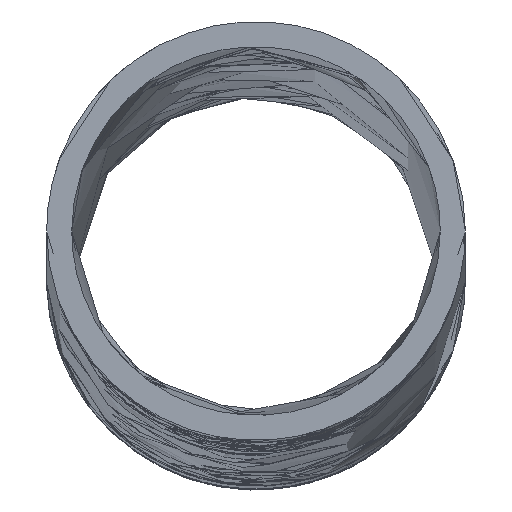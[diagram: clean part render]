
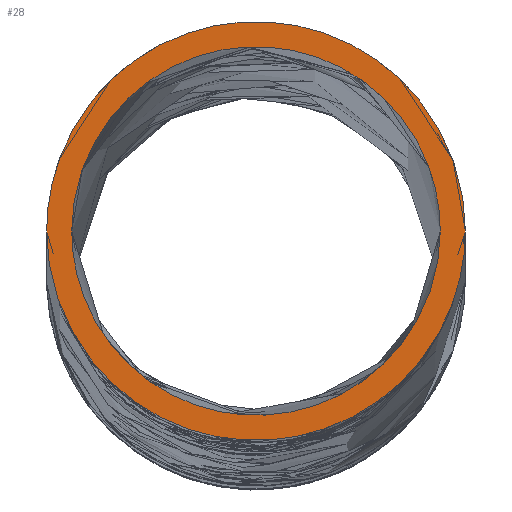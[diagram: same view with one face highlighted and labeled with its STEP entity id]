
A CAD part, top view. The second image highlights one B-rep face of the part: STEP entity #28.
In plain terms, the highlighted planar face has unit normal (0, 0, 1).
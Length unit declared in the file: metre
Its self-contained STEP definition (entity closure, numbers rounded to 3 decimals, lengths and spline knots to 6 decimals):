
#28=ADVANCED_FACE('',(#62,#51),#363,.T.);
#51=FACE_BOUND('',#89,.T.);
#62=FACE_OUTER_BOUND('',#88,.T.);
#88=EDGE_LOOP('',(#136,#137));
#89=EDGE_LOOP('',(#138,#139));
#136=ORIENTED_EDGE('',*,*,#213,.T.);
#137=ORIENTED_EDGE('',*,*,#236,.T.);
#138=ORIENTED_EDGE('',*,*,#215,.T.);
#139=ORIENTED_EDGE('',*,*,#239,.T.);
#213=EDGE_CURVE('',#314,#329,#302,.T.);
#215=EDGE_CURVE('',#315,#331,#303,.T.);
#236=EDGE_CURVE('',#329,#314,#305,.T.);
#239=EDGE_CURVE('',#331,#315,#307,.T.);
#302=(
BOUNDED_CURVE()
B_SPLINE_CURVE(2,(#609,#610,#611,#612,#613),.UNSPECIFIED.,.F.,.F.)
B_SPLINE_CURVE_WITH_KNOTS((3,2,3),(0.,0.019635,0.03927),
 .UNSPECIFIED.)
CURVE()
GEOMETRIC_REPRESENTATION_ITEM()
RATIONAL_B_SPLINE_CURVE((1.,0.707,1.,0.707,1.))
REPRESENTATION_ITEM('')
);
#303=(
BOUNDED_CURVE()
B_SPLINE_CURVE(2,(#616,#617,#618,#619,#620),.UNSPECIFIED.,.F.,.F.)
B_SPLINE_CURVE_WITH_KNOTS((3,2,3),(-0.07854,-0.058905,
-0.03927),.UNSPECIFIED.)
CURVE()
GEOMETRIC_REPRESENTATION_ITEM()
RATIONAL_B_SPLINE_CURVE((1.,0.707,1.,0.707,1.))
REPRESENTATION_ITEM('')
);
#305=(
BOUNDED_CURVE()
B_SPLINE_CURVE(2,(#862,#863,#864,#865,#866),.UNSPECIFIED.,.F.,.F.)
B_SPLINE_CURVE_WITH_KNOTS((3,2,3),(0.03927,0.058905,
0.07854),.UNSPECIFIED.)
CURVE()
GEOMETRIC_REPRESENTATION_ITEM()
RATIONAL_B_SPLINE_CURVE((1.,0.707,1.,0.707,1.))
REPRESENTATION_ITEM('')
);
#307=(
BOUNDED_CURVE()
B_SPLINE_CURVE(2,(#874,#875,#876,#877,#878),.UNSPECIFIED.,.F.,.F.)
B_SPLINE_CURVE_WITH_KNOTS((3,2,3),(-0.03927,-0.019635,
0.),.UNSPECIFIED.)
CURVE()
GEOMETRIC_REPRESENTATION_ITEM()
RATIONAL_B_SPLINE_CURVE((1.,0.707,1.,0.707,1.))
REPRESENTATION_ITEM('')
);
#314=VERTEX_POINT('',#567);
#315=VERTEX_POINT('',#568);
#329=VERTEX_POINT('',#582);
#331=VERTEX_POINT('',#584);
#363=PLANE('',#386);
#386=AXIS2_PLACEMENT_3D('',#424,#394,$);
#394=DIRECTION('',(0.,0.,1.));
#424=CARTESIAN_POINT('',(3.674992,1.09284,1.7));
#567=CARTESIAN_POINT('',(3.709992,1.11534,1.7));
#568=CARTESIAN_POINT('',(3.708492,1.11534,1.7));
#582=CARTESIAN_POINT('',(3.684992,1.11534,1.7));
#584=CARTESIAN_POINT('',(3.686492,1.11534,1.7));
#609=CARTESIAN_POINT('',(3.709992,1.11534,1.7));
#610=CARTESIAN_POINT('',(3.709992,1.12784,1.7));
#611=CARTESIAN_POINT('',(3.697492,1.12784,1.7));
#612=CARTESIAN_POINT('',(3.684992,1.12784,1.7));
#613=CARTESIAN_POINT('',(3.684992,1.11534,1.7));
#616=CARTESIAN_POINT('',(3.708492,1.11534,1.7));
#617=CARTESIAN_POINT('',(3.708492,1.10434,1.7));
#618=CARTESIAN_POINT('',(3.697492,1.10434,1.7));
#619=CARTESIAN_POINT('',(3.686492,1.10434,1.7));
#620=CARTESIAN_POINT('',(3.686492,1.11534,1.7));
#862=CARTESIAN_POINT('',(3.684992,1.11534,1.7));
#863=CARTESIAN_POINT('',(3.684992,1.10284,1.7));
#864=CARTESIAN_POINT('',(3.697492,1.10284,1.7));
#865=CARTESIAN_POINT('',(3.709992,1.10284,1.7));
#866=CARTESIAN_POINT('',(3.709992,1.11534,1.7));
#874=CARTESIAN_POINT('',(3.686492,1.11534,1.7));
#875=CARTESIAN_POINT('',(3.686492,1.12634,1.7));
#876=CARTESIAN_POINT('',(3.697492,1.12634,1.7));
#877=CARTESIAN_POINT('',(3.708492,1.12634,1.7));
#878=CARTESIAN_POINT('',(3.708492,1.11534,1.7));
